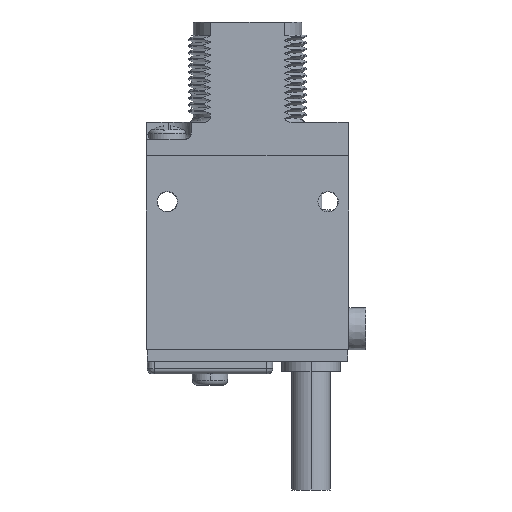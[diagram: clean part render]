
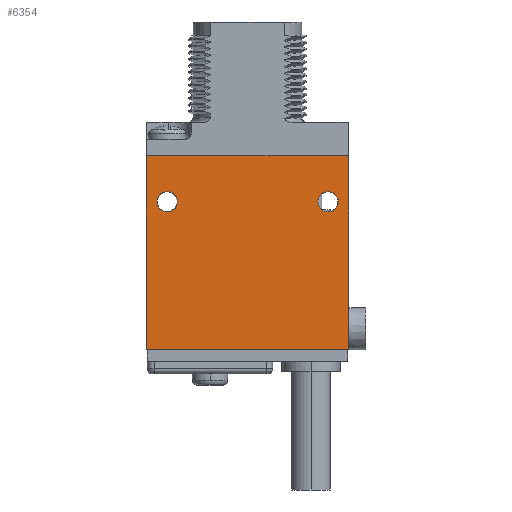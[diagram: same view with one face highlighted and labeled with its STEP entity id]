
A CAD part, left-side view. The second image highlights one B-rep face of the part: STEP entity #6354.
In plain terms, the highlighted planar face has unit normal (-1, 0, 0).
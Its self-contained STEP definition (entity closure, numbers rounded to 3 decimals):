
#1=DIRECTION('',(0.,-1.,0.));
#2=VECTOR('',#1,0.127);
#3=CARTESIAN_POINT('',(-6.02,-15.291,0.));
#4=LINE('',#3,#2);
#5=DIRECTION('',(0.,0.,-1.));
#6=VECTOR('',#5,29.464);
#7=CARTESIAN_POINT('',(-6.02,-15.418,0.));
#8=LINE('',#7,#6);
#9=DIRECTION('',(0.,1.,0.));
#10=VECTOR('',#9,30.785);
#11=CARTESIAN_POINT('',(-6.02,-15.418,-29.464));
#12=LINE('',#11,#10);
#13=DIRECTION('',(0.,0.,1.));
#14=VECTOR('',#13,29.464);
#15=CARTESIAN_POINT('',(-6.02,15.367,-29.464));
#16=LINE('',#15,#14);
#17=DIRECTION('',(0.,-1.,0.));
#18=VECTOR('',#17,0.076);
#19=CARTESIAN_POINT('',(-6.02,15.367,0.));
#20=LINE('',#19,#18);
#21=DIRECTION('',(0.,-1.,0.));
#22=VECTOR('',#21,30.582);
#23=CARTESIAN_POINT('',(-6.02,15.291,0.));
#24=LINE('',#23,#22);
#25=CARTESIAN_POINT('',(-6.02,12.192,-6.985));
#26=DIRECTION('',(1.,0.,0.));
#27=DIRECTION('',(0.,0.,-1.));
#28=AXIS2_PLACEMENT_3D('',#25,#26,#27);
#30=CARTESIAN_POINT('',(-6.02,12.192,-6.985));
#31=DIRECTION('',(1.,0.,0.));
#32=DIRECTION('',(0.,0.,1.));
#33=AXIS2_PLACEMENT_3D('',#30,#31,#32);
#35=CARTESIAN_POINT('',(-6.02,-12.243,-6.985));
#36=DIRECTION('',(1.,0.,0.));
#37=DIRECTION('',(0.,0.,-1.));
#38=AXIS2_PLACEMENT_3D('',#35,#36,#37);
#40=CARTESIAN_POINT('',(-6.02,-12.243,-6.985));
#41=DIRECTION('',(1.,0.,0.));
#42=DIRECTION('',(0.,0.,1.));
#43=AXIS2_PLACEMENT_3D('',#40,#41,#42);
#5605=CARTESIAN_POINT('',(-6.02,-15.418,0.));
#5606=CARTESIAN_POINT('',(-6.02,-15.418,-29.464));
#5607=VERTEX_POINT('',#5605);
#5608=VERTEX_POINT('',#5606);
#5609=CARTESIAN_POINT('',(-6.02,15.367,-29.464));
#5610=VERTEX_POINT('',#5609);
#5611=CARTESIAN_POINT('',(-6.02,15.367,0.));
#5612=VERTEX_POINT('',#5611);
#5621=CARTESIAN_POINT('',(-6.02,12.192,-8.535));
#5622=CARTESIAN_POINT('',(-6.02,12.192,-5.435));
#5623=VERTEX_POINT('',#5621);
#5624=VERTEX_POINT('',#5622);
#5625=CARTESIAN_POINT('',(-6.02,-12.243,-8.535));
#5626=CARTESIAN_POINT('',(-6.02,-12.243,-5.435));
#5627=VERTEX_POINT('',#5625);
#5628=VERTEX_POINT('',#5626);
#6033=CARTESIAN_POINT('',(-6.02,15.291,0.));
#6034=CARTESIAN_POINT('',(-6.02,-15.291,0.));
#6035=VERTEX_POINT('',#6033);
#6036=VERTEX_POINT('',#6034);
#6323=CARTESIAN_POINT('',(-6.02,-15.418,0.));
#6324=DIRECTION('',(1.,0.,0.));
#6325=DIRECTION('',(0.,0.,-1.));
#6326=AXIS2_PLACEMENT_3D('',#6323,#6324,#6325);
#6327=PLANE('',#6326);
#6329=ORIENTED_EDGE('',*,*,#6328,.T.);
#6331=ORIENTED_EDGE('',*,*,#6330,.T.);
#6333=ORIENTED_EDGE('',*,*,#6332,.T.);
#6335=ORIENTED_EDGE('',*,*,#6334,.T.);
#6337=ORIENTED_EDGE('',*,*,#6336,.T.);
#6339=ORIENTED_EDGE('',*,*,#6338,.T.);
#6340=EDGE_LOOP('',(#6329,#6331,#6333,#6335,#6337,#6339));
#6341=FACE_OUTER_BOUND('',#6340,.F.);
#6343=ORIENTED_EDGE('',*,*,#6342,.F.);
#6345=ORIENTED_EDGE('',*,*,#6344,.F.);
#6346=EDGE_LOOP('',(#6343,#6345));
#6347=FACE_BOUND('',#6346,.F.);
#6349=ORIENTED_EDGE('',*,*,#6348,.F.);
#6351=ORIENTED_EDGE('',*,*,#6350,.F.);
#6352=EDGE_LOOP('',(#6349,#6351));
#6353=FACE_BOUND('',#6352,.F.);
#6354=ADVANCED_FACE('',(#6341,#6347,#6353),#6327,.F.);
#29=CIRCLE('',#28,1.55);
#34=CIRCLE('',#33,1.55);
#39=CIRCLE('',#38,1.55);
#44=CIRCLE('',#43,1.55);
#6328=EDGE_CURVE('',#6036,#5607,#4,.T.);
#6330=EDGE_CURVE('',#5607,#5608,#8,.T.);
#6332=EDGE_CURVE('',#5608,#5610,#12,.T.);
#6334=EDGE_CURVE('',#5610,#5612,#16,.T.);
#6336=EDGE_CURVE('',#5612,#6035,#20,.T.);
#6338=EDGE_CURVE('',#6035,#6036,#24,.T.);
#6342=EDGE_CURVE('',#5623,#5624,#29,.T.);
#6344=EDGE_CURVE('',#5624,#5623,#34,.T.);
#6348=EDGE_CURVE('',#5627,#5628,#39,.T.);
#6350=EDGE_CURVE('',#5628,#5627,#44,.T.);
